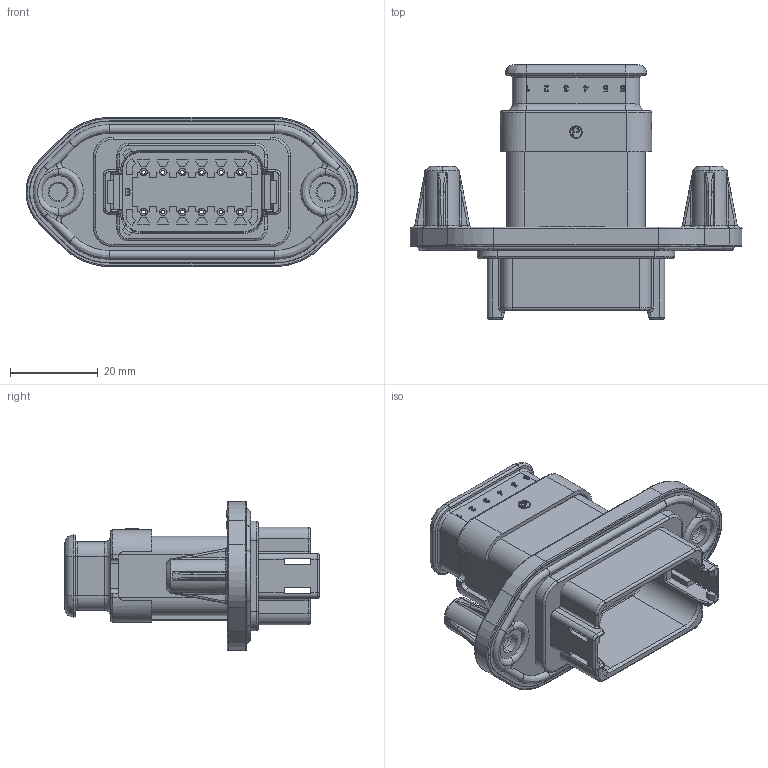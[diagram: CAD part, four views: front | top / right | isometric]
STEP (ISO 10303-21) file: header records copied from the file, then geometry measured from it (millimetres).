
FILE_DESCRIPTION (( 'STEP AP214' ), '1' );
FILE_NAME ('AT04-12PB-PM16-Customer-Model.STEP', '2018-03-28T18:19:13', ( '' ), ( '' ), 'SwSTEP 2.0', 'SolidWorks 2017', '' );
FILE_SCHEMA (( 'AUTOMOTIVE_DESIGN' ));
Products named in the file (1): AT04-12PB-PM16-Customer-Model
Bounding box: 75.68 x 58.1 x 34 mm (x, y, z)
Volume: 29365.1 mm3; surface area: 21318.3 mm2
Topology: 1 solids, 15 shells, 2638 faces, 7050 edges, 4535 vertices
Faces by surface type: plane 1333, bspline 785, cylinder 482, cone 38
Entity records: 100106 total; most frequent: CARTESIAN_POINT 39909, ORIENTED_EDGE 14004, DIRECTION 10056, EDGE_CURVE 7002, VERTEX_POINT 4535, LINE 4070, VECTOR 4070, AXIS2_PLACEMENT_3D 2993
